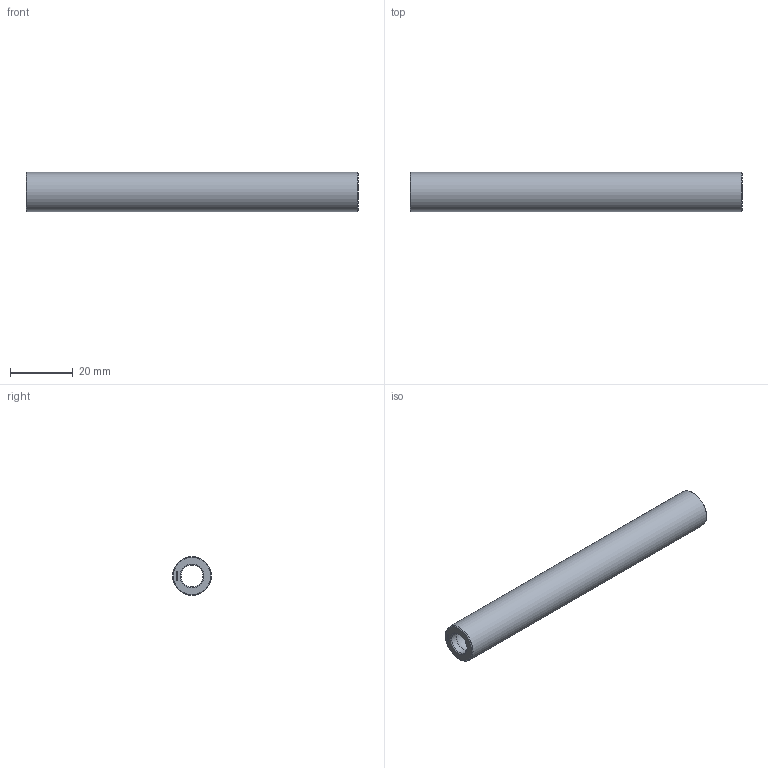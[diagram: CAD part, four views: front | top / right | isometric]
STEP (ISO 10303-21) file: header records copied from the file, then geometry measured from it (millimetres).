
FILE_DESCRIPTION(('FreeCAD Model'),'2;1');
FILE_NAME('Open CASCADE Shape Model','2024-01-02T17:59:43',(''),(''), 'Open CASCADE STEP processor 7.6','FreeCAD','Unknown');
FILE_SCHEMA(('AUTOMOTIVE_DESIGN { 1 0 10303 214 1 1 1 1 }'));
Length unit declared in the file: millimetre
Products named in the file (1): Spacer FRE BU01.00x08.50 - SPN-SPR-0083 (stemfie.org)
Bounding box: 106.25 x 12.5 x 12.5 mm (x, y, z)
Volume: 8016 mm3; surface area: 6980.2 mm2
Topology: 1 solids, 1 shells, 562 faces, 1549 edges, 1023 vertices
Faces by surface type: plane 305, extrusion 226, cylinder 11, sphere 9, revolution 7, cone 4
Full cylindrical faces by diameter (mm): 7 x10, 12.5 x1
Entity records: 38155 total; most frequent: CARTESIAN_POINT 8500, DIRECTION 4699, VECTOR 3916, LINE 3690, ORIENTED_EDGE 3098, PCURVE 3098, DEFINITIONAL_REPRESENTATION 3098, EDGE_CURVE 1549
